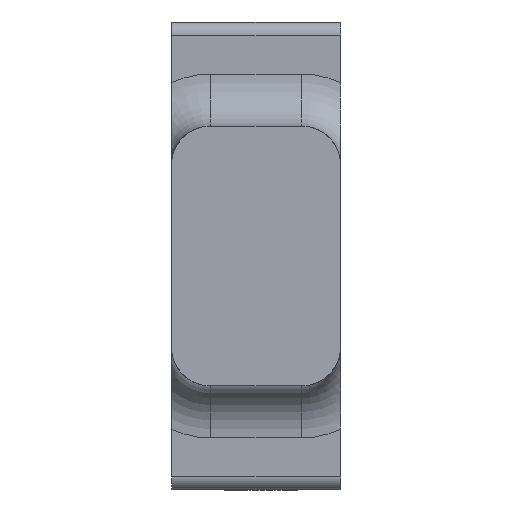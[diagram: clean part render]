
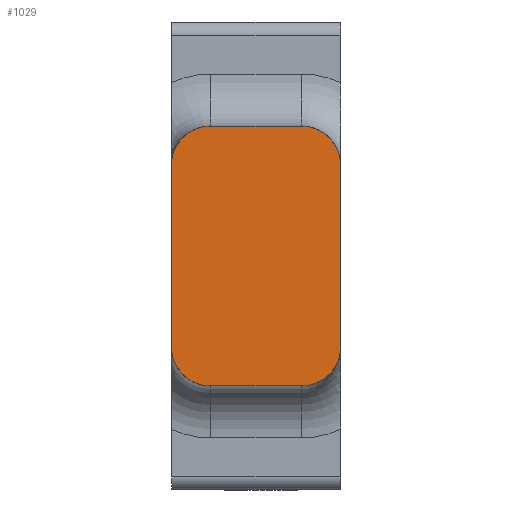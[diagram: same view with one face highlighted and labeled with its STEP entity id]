
A CAD part, left-side view. The second image highlights one B-rep face of the part: STEP entity #1029.
In plain terms, the highlighted planar face has unit normal (-1, 0, 0).
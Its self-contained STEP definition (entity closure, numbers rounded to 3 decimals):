
#61 = DIRECTION ( 'NONE',  ( -1., 0., 0. ) ) ;
#85 = EDGE_CURVE ( 'NONE', #1844, #1981, #1003, .T. ) ;
#157 = EDGE_CURVE ( 'NONE', #567, #456, #589, .T. ) ;
#161 = AXIS2_PLACEMENT_3D ( 'NONE', #428, #61, #1259 ) ;
#273 = AXIS2_PLACEMENT_3D ( 'NONE', #1734, #1558, #679 ) ;
#304 = VERTEX_POINT ( 'NONE', #811 ) ;
#332 = VERTEX_POINT ( 'NONE', #1737 ) ;
#361 = ORIENTED_EDGE ( 'NONE', *, *, #690, .T. ) ;
#374 = ORIENTED_EDGE ( 'NONE', *, *, #862, .F. ) ;
#376 = VECTOR ( 'NONE', #1282, 1000. ) ;
#403 = DIRECTION ( 'NONE',  ( 0., 1., 0. ) ) ;
#428 = CARTESIAN_POINT ( 'NONE',  ( -30.75, 5., -3.5 ) ) ;
#451 = VECTOR ( 'NONE', #1537, 1000. ) ;
#456 = VERTEX_POINT ( 'NONE', #2184 ) ;
#460 = CARTESIAN_POINT ( 'NONE',  ( -30.75, 1.5, 5. ) ) ;
#523 = EDGE_CURVE ( 'NONE', #1538, #1981, #2141, .T. ) ;
#567 = VERTEX_POINT ( 'NONE', #1277 ) ;
#579 = CARTESIAN_POINT ( 'NONE',  ( -30.75, 0., -9. ) ) ;
#589 = LINE ( 'NONE', #579, #376 ) ;
#679 = DIRECTION ( 'NONE',  ( 0., 0., 1. ) ) ;
#690 = EDGE_CURVE ( 'NONE', #1635, #332, #2195, .T. ) ;
#792 = CIRCLE ( 'NONE', #273, 1.5 ) ;
#804 = DIRECTION ( 'NONE',  ( -1., 0., 0. ) ) ;
#805 = ORIENTED_EDGE ( 'NONE', *, *, #1596, .T. ) ;
#811 = CARTESIAN_POINT ( 'NONE',  ( -30.75, 6.5, 3.5 ) ) ;
#832 = CARTESIAN_POINT ( 'NONE',  ( -30.75, 0., 5. ) ) ;
#847 = CARTESIAN_POINT ( 'NONE',  ( -30.75, 1.5, -3.5 ) ) ;
#862 = EDGE_CURVE ( 'NONE', #1844, #304, #2153, .T. ) ;
#976 = PLANE ( 'NONE',  #1854 ) ;
#1003 = CIRCLE ( 'NONE', #161, 1.5 ) ;
#1011 = CARTESIAN_POINT ( 'NONE',  ( -30.75, 5., -5. ) ) ;
#1029 = ADVANCED_FACE ( 'NONE', ( #1840 ), #976, .T. ) ;
#1223 = ORIENTED_EDGE ( 'NONE', *, *, #1417, .T. ) ;
#1259 = DIRECTION ( 'NONE',  ( 0., 0., 1. ) ) ;
#1277 = CARTESIAN_POINT ( 'NONE',  ( -30.75, 0., -3.5 ) ) ;
#1282 = DIRECTION ( 'NONE',  ( 0., 0., 1. ) ) ;
#1289 = ORIENTED_EDGE ( 'NONE', *, *, #157, .T. ) ;
#1417 = EDGE_CURVE ( 'NONE', #1538, #567, #1824, .T. ) ;
#1425 = EDGE_LOOP ( 'NONE', ( #1289, #805, #361, #2060, #374, #1899, #2071, #1223 ) ) ;
#1507 = DIRECTION ( 'NONE',  ( 0., 0., 1. ) ) ;
#1536 = CARTESIAN_POINT ( 'NONE',  ( -30.75, 1.5, 3.5 ) ) ;
#1537 = DIRECTION ( 'NONE',  ( 0., 1., 0. ) ) ;
#1538 = VERTEX_POINT ( 'NONE', #2140 ) ;
#1549 = DIRECTION ( 'NONE',  ( 0., 0., 1. ) ) ;
#1558 = DIRECTION ( 'NONE',  ( -1., 0., 0. ) ) ;
#1596 = EDGE_CURVE ( 'NONE', #456, #1635, #1678, .T. ) ;
#1635 = VERTEX_POINT ( 'NONE', #460 ) ;
#1636 = VECTOR ( 'NONE', #403, 1000. ) ;
#1654 = EDGE_CURVE ( 'NONE', #332, #304, #792, .T. ) ;
#1678 = CIRCLE ( 'NONE', #2182, 1.5 ) ;
#1687 = CARTESIAN_POINT ( 'NONE',  ( -30.75, 0., -9. ) ) ;
#1718 = AXIS2_PLACEMENT_3D ( 'NONE', #847, #1911, #1549 ) ;
#1734 = CARTESIAN_POINT ( 'NONE',  ( -30.75, 5., 3.5 ) ) ;
#1737 = CARTESIAN_POINT ( 'NONE',  ( -30.75, 5., 5. ) ) ;
#1793 = CARTESIAN_POINT ( 'NONE',  ( -30.75, 6.5, -9. ) ) ;
#1801 = CARTESIAN_POINT ( 'NONE',  ( -30.75, 6.5, -3.5 ) ) ;
#1824 = CIRCLE ( 'NONE', #1718, 1.5 ) ;
#1825 = CARTESIAN_POINT ( 'NONE',  ( -30.75, 0., -5. ) ) ;
#1840 = FACE_OUTER_BOUND ( 'NONE', #1425, .T. ) ;
#1844 = VERTEX_POINT ( 'NONE', #1801 ) ;
#1854 = AXIS2_PLACEMENT_3D ( 'NONE', #1687, #804, #1507 ) ;
#1855 = DIRECTION ( 'NONE',  ( 0., 0., 1. ) ) ;
#1899 = ORIENTED_EDGE ( 'NONE', *, *, #85, .T. ) ;
#1911 = DIRECTION ( 'NONE',  ( -1., 0., 0. ) ) ;
#1981 = VERTEX_POINT ( 'NONE', #1011 ) ;
#2060 = ORIENTED_EDGE ( 'NONE', *, *, #1654, .T. ) ;
#2071 = ORIENTED_EDGE ( 'NONE', *, *, #523, .F. ) ;
#2140 = CARTESIAN_POINT ( 'NONE',  ( -30.75, 1.5, -5. ) ) ;
#2141 = LINE ( 'NONE', #1825, #1636 ) ;
#2144 = VECTOR ( 'NONE', #2162, 1000. ) ;
#2153 = LINE ( 'NONE', #1793, #2144 ) ;
#2162 = DIRECTION ( 'NONE',  ( 0., 0., 1. ) ) ;
#2182 = AXIS2_PLACEMENT_3D ( 'NONE', #1536, #2234, #1855 ) ;
#2184 = CARTESIAN_POINT ( 'NONE',  ( -30.75, 0., 3.5 ) ) ;
#2195 = LINE ( 'NONE', #832, #451 ) ;
#2234 = DIRECTION ( 'NONE',  ( -1., 0., 0. ) ) ;
